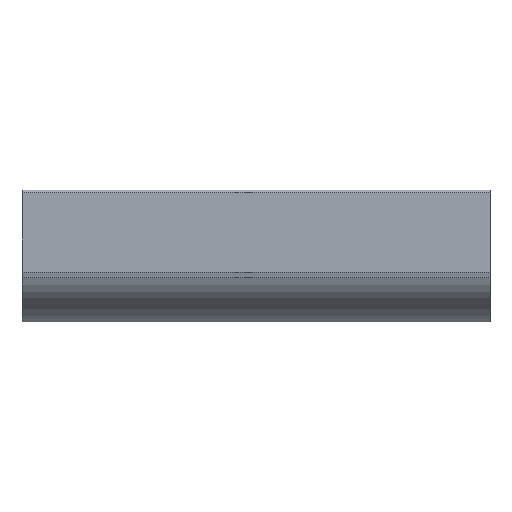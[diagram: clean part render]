
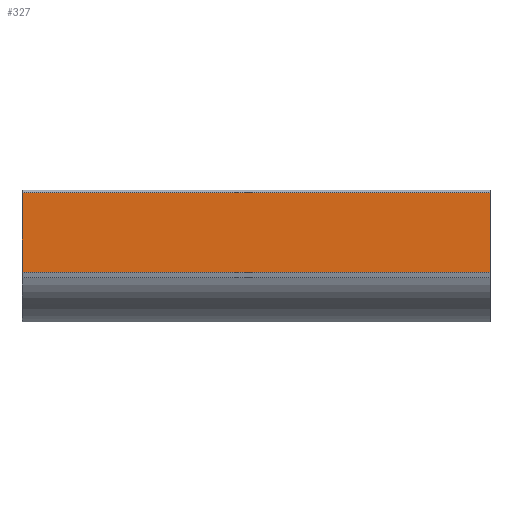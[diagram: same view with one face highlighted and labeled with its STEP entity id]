
A CAD part, top view. The second image highlights one B-rep face of the part: STEP entity #327.
In plain terms, the highlighted planar face has unit normal (0, 0, 1).
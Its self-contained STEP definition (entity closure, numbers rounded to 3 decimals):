
#41 = CARTESIAN_POINT ( 'NONE',  ( -100., 16.631, 16.479 ) ) ;
#151 = CARTESIAN_POINT ( 'NONE',  ( 0., -1.069, 16.479 ) ) ;
#182 = DIRECTION ( 'NONE',  ( 0., -1., 0. ) ) ;
#216 = DIRECTION ( 'NONE',  ( 1., 0., 0. ) ) ;
#253 = EDGE_LOOP ( 'NONE', ( #2348, #1375, #2303, #779 ) ) ;
#305 = DIRECTION ( 'NONE',  ( 0., 0., 1. ) ) ;
#327 = ADVANCED_FACE ( 'NONE', ( #705 ), #2290, .T. ) ;
#373 = LINE ( 'NONE', #1371, #872 ) ;
#510 = CARTESIAN_POINT ( 'NONE',  ( -100., 16.631, 16.479 ) ) ;
#705 = FACE_OUTER_BOUND ( 'NONE', #253, .T. ) ;
#719 = VERTEX_POINT ( 'NONE', #838 ) ;
#779 = ORIENTED_EDGE ( 'NONE', *, *, #2042, .T. ) ;
#838 = CARTESIAN_POINT ( 'NONE',  ( -100., -1.069, 16.479 ) ) ;
#872 = VECTOR ( 'NONE', #216, 1000. ) ;
#902 = VECTOR ( 'NONE', #182, 1000. ) ;
#966 = EDGE_CURVE ( 'NONE', #1894, #1112, #1812, .T. ) ;
#1108 = VECTOR ( 'NONE', #1141, 1000. ) ;
#1112 = VERTEX_POINT ( 'NONE', #2364 ) ;
#1141 = DIRECTION ( 'NONE',  ( 0., -1., 0. ) ) ;
#1371 = CARTESIAN_POINT ( 'NONE',  ( -100., -1.069, 16.479 ) ) ;
#1375 = ORIENTED_EDGE ( 'NONE', *, *, #966, .F. ) ;
#1579 = CARTESIAN_POINT ( 'NONE',  ( -100., 0., 16.479 ) ) ;
#1772 = AXIS2_PLACEMENT_3D ( 'NONE', #2091, #305, #1891 ) ;
#1812 = LINE ( 'NONE', #41, #2103 ) ;
#1891 = DIRECTION ( 'NONE',  ( 1., 0., 0. ) ) ;
#1894 = VERTEX_POINT ( 'NONE', #510 ) ;
#1957 = LINE ( 'NONE', #1579, #902 ) ;
#1965 = CARTESIAN_POINT ( 'NONE',  ( 0., 0., 16.479 ) ) ;
#2042 = EDGE_CURVE ( 'NONE', #719, #2443, #373, .T. ) ;
#2069 = EDGE_CURVE ( 'NONE', #1894, #719, #1957, .T. ) ;
#2091 = CARTESIAN_POINT ( 'NONE',  ( -100., 0., 16.479 ) ) ;
#2103 = VECTOR ( 'NONE', #2198, 1000. ) ;
#2198 = DIRECTION ( 'NONE',  ( 1., 0., 0. ) ) ;
#2290 = PLANE ( 'NONE',  #1772 ) ;
#2303 = ORIENTED_EDGE ( 'NONE', *, *, #2069, .T. ) ;
#2348 = ORIENTED_EDGE ( 'NONE', *, *, #2405, .F. ) ;
#2364 = CARTESIAN_POINT ( 'NONE',  ( 0., 16.631, 16.479 ) ) ;
#2367 = LINE ( 'NONE', #1965, #1108 ) ;
#2405 = EDGE_CURVE ( 'NONE', #1112, #2443, #2367, .T. ) ;
#2443 = VERTEX_POINT ( 'NONE', #151 ) ;
